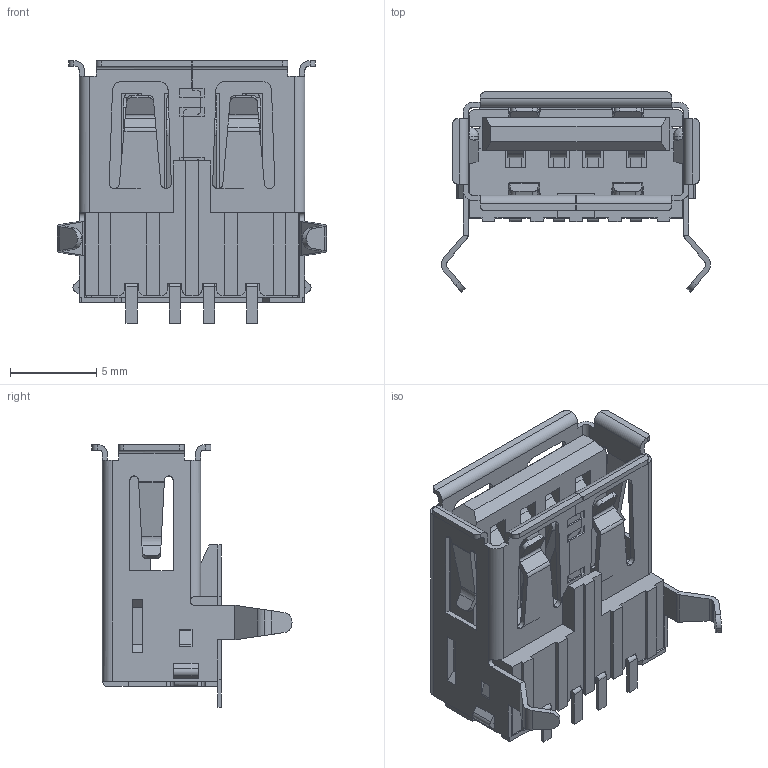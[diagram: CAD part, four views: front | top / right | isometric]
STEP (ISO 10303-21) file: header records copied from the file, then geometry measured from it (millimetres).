
FILE_DESCRIPTION (( 'STEP AP214' ), '1' );
FILE_NAME ('54-00003.STEP', '2023-07-27T03:21:32', ( '' ), ( '' ), 'SwSTEP 2.0', 'SolidWorks 2021', '' );
FILE_SCHEMA (( 'AUTOMOTIVE_DESIGN' ));
Length unit declared in the file: millimetre
Products named in the file (2): 54-00003_54-00003; 54-00003
Assembly tree (1 placements, depth 2):
  54-00003
    54-00003_54-00003
Bounding box: 15.6 x 11.6 x 15.2 mm (x, y, z)
Volume: 557.7 mm3; surface area: 2039.1 mm2
Topology: 6 solids, 6 shells, 815 faces, 2418 edges, 1584 vertices
Faces by surface type: plane 591, cylinder 212, bspline 8, torus 4
Entity records: 29702 total; most frequent: CARTESIAN_POINT 7614, ORIENTED_EDGE 4820, DIRECTION 3869, EDGE_CURVE 2410, LINE 1863, VECTOR 1863, VERTEX_POINT 1584, AXIS2_PLACEMENT_3D 1003
